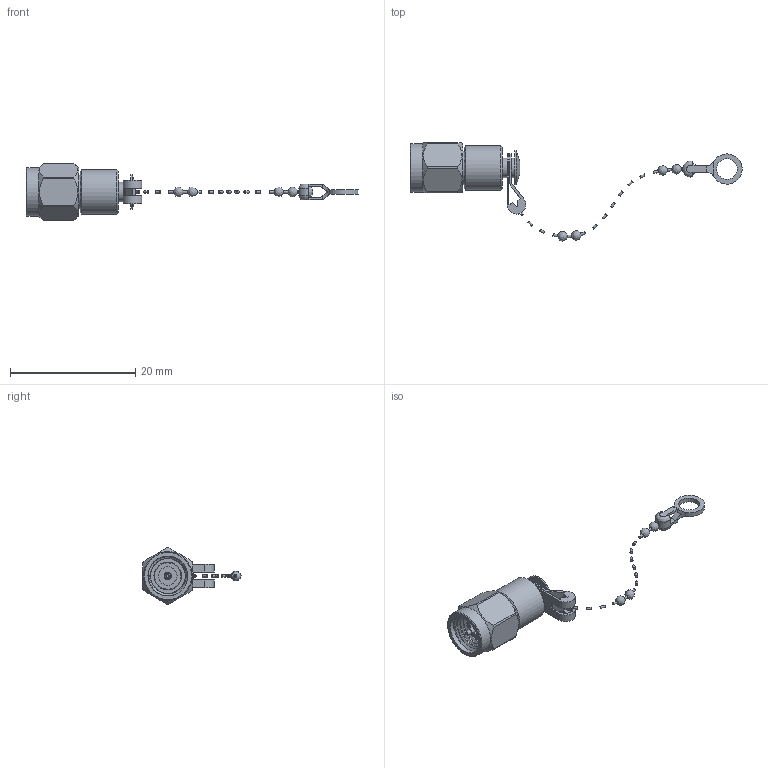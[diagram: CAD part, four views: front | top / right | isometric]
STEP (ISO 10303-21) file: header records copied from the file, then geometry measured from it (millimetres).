
FILE_DESCRIPTION (( 'STEP AP203' ), '1' );
FILE_NAME ('PE6086_3D.step', '2021-09-20T15:30:00', ( '' ), ( '' ), 'SwSTEP 2.0', 'SolidWorks 2021', '' );
FILE_SCHEMA (( 'CONFIG_CONTROL_DESIGN' ));
Length unit declared in the file: inch
Products named in the file (1): PE6086_3D
Bounding box: 52.91 x 15.63 x 8.99 mm (x, y, z)
Volume: 644.1 mm3; surface area: 1021.3 mm2
Topology: 12 solids, 12 shells, 155 faces, 369 edges, 245 vertices
Faces by surface type: plane 60, bspline 52, cylinder 36, cone 7
Full cylindrical faces by diameter (mm): 0.94 x1, 1.194 x1, 2.92 x1, 3.109 x3, 3.302 x1, 4.445 x1, 5.334 x1, 5.455 x1, 6.35 x6, 7.112 x1, 7.762 x1
Entity records: 8376 total; most frequent: CARTESIAN_POINT 5413, ORIENTED_EDGE 630, DIRECTION 465, EDGE_CURVE 315, VERTEX_POINT 238, EDGE_LOOP 209, AXIS2_PLACEMENT_3D 166, FACE_OUTER_BOUND 160
